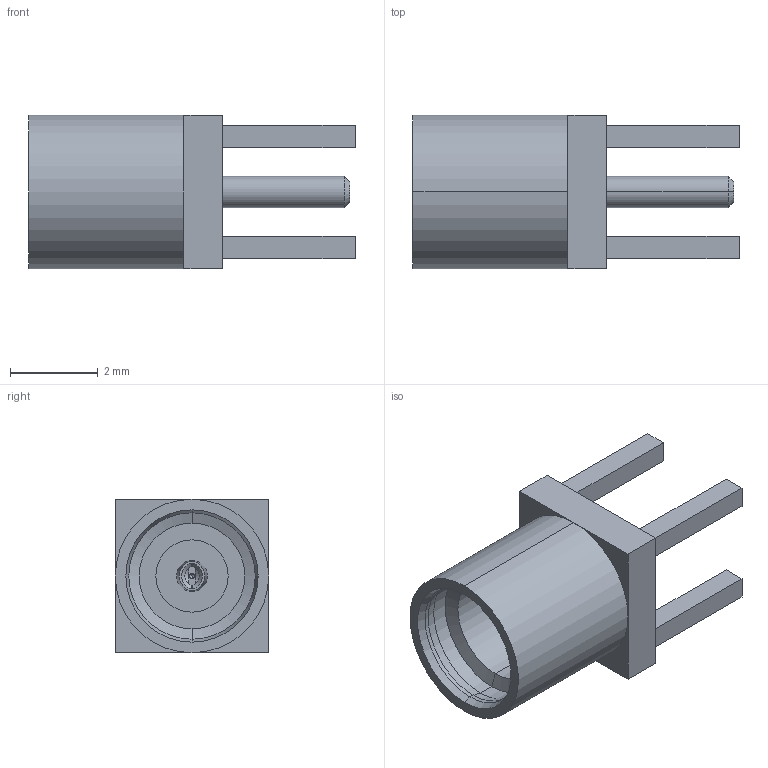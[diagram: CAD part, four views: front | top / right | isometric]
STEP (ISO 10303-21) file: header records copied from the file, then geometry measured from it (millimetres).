
FILE_DESCRIPTION(('FreeCAD Model'),'2;1');
FILE_NAME('734151471.stp', '2018-04-19T18:51:33',('Author'),(''), 'Open CASCADE STEP processor 7.1','FreeCAD','Unknown');
FILE_SCHEMA(('AUTOMOTIVE_DESIGN { 1 0 10303 214 1 1 1 1 }'));
Length unit declared in the file: millimetre
Products named in the file (3): COMPOUND; SOLID; _34151471
Assembly tree (2 placements, depth 2):
  _34151471
    SOLID
    COMPOUND
Bounding box: 7.45 x 3.51 x 3.51 mm (x, y, z)
Volume: 34.6 mm3; surface area: 135.9 mm2
Topology: 1 solids, 1 shells, 73 faces, 179 edges, 146 vertices
Faces by surface type: plane 39, cylinder 20, cone 14
Entity records: 2384 total; most frequent: CARTESIAN_POINT 503, DIRECTION 378, ORIENTED_EDGE 334, EDGE_CURVE 167, AXIS2_PLACEMENT_3D 137, VERTEX_POINT 106, LINE 104, VECTOR 104
